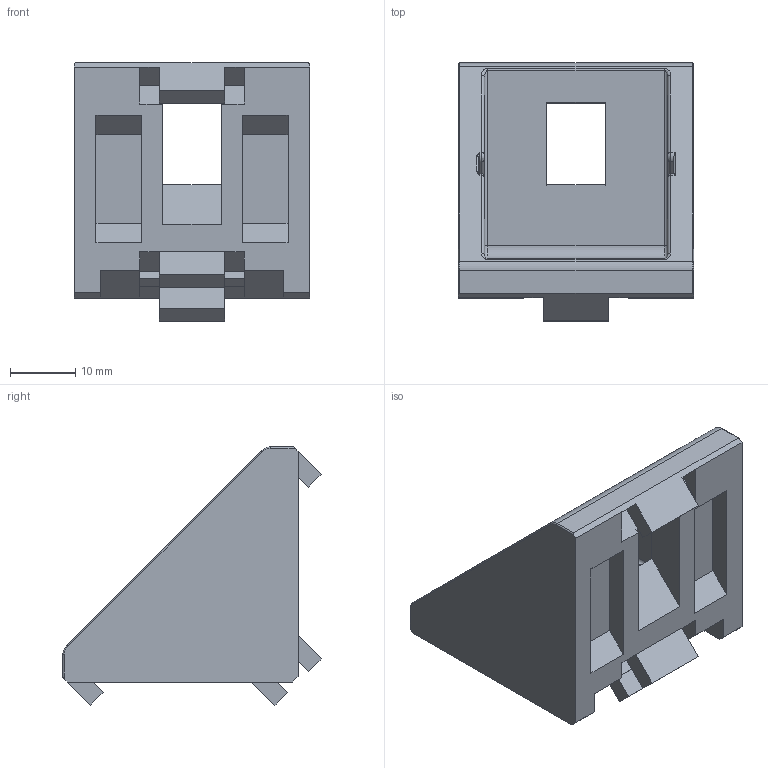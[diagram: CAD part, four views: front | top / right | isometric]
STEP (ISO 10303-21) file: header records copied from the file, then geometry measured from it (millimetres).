
FILE_DESCRIPTION(/* description */ (''),/* implementation_level */ '2;1');
FILE_NAME(/* name */ '8020 - 14060 v2.step',/* time_stamp */ '2023-03-01T11:13:42-05:00',/* author */ (''),/* organization */ (''),/* preprocessor_version */ 'ST-DEVELOPER v19.2',/* originating_system */ 'Autodesk Translation Framework v11.17.0.187',/* authorisation */ '');
FILE_SCHEMA (('AUTOMOTIVE_DESIGN { 1 0 10303 214 3 1 1 }'));
Length unit declared in the file: millimetre
Products named in the file (1): 8020 - 14060
Bounding box: 36 x 39.54 x 39.54 mm (x, y, z)
Volume: 14271.6 mm3; surface area: 8543.3 mm2
Topology: 1 solids, 1 shells, 140 faces, 359 edges, 222 vertices
Faces by surface type: plane 86, cylinder 33, torus 11, bspline 10
Entity records: 4383 total; most frequent: CARTESIAN_POINT 954, ORIENTED_EDGE 714, DIRECTION 696, EDGE_CURVE 357, LINE 268, VECTOR 268, VERTEX_POINT 222, AXIS2_PLACEMENT_3D 214
